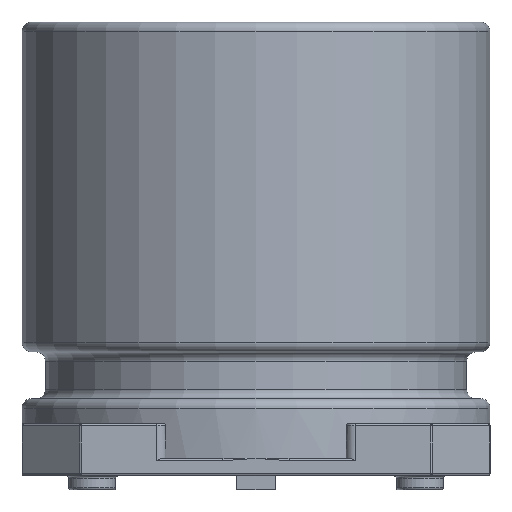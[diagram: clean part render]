
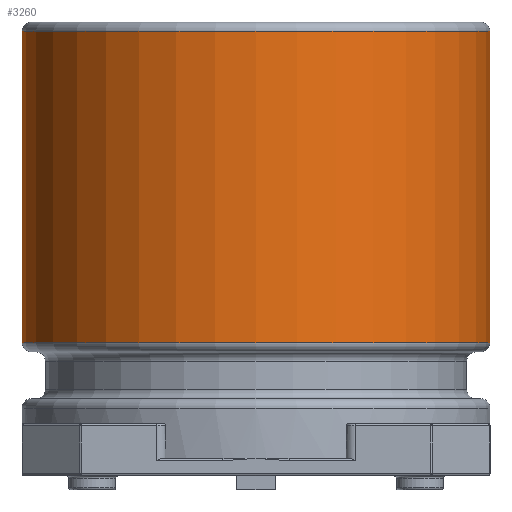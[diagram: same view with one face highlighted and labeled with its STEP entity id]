
A CAD part, left-side view. The second image highlights one B-rep face of the part: STEP entity #3260.
In plain terms, the highlighted cylindrical face has radius 8 mm (diameter 16 mm), a full revolution.
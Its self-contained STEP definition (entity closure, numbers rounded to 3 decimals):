
#320=CYLINDRICAL_SURFACE('',#3554,8.);
#454=FACE_OUTER_BOUND('',#615,.T.);
#615=EDGE_LOOP('',(#2957,#2958,#2959,#2960,#2961,#2962));
#786=LINE('',#6357,#946);
#946=VECTOR('',#4263,8.);
#1099=CIRCLE('',#3552,8.);
#1100=CIRCLE('',#3553,8.);
#1101=CIRCLE('',#3555,8.);
#1102=CIRCLE('',#3556,8.);
#1499=VERTEX_POINT('',#6350);
#1500=VERTEX_POINT('',#6352);
#1501=VERTEX_POINT('',#6356);
#1502=VERTEX_POINT('',#6358);
#2001=EDGE_CURVE('',#1499,#1500,#1099,.T.);
#2002=EDGE_CURVE('',#1500,#1499,#1100,.T.);
#2003=EDGE_CURVE('',#1500,#1501,#786,.T.);
#2004=EDGE_CURVE('',#1502,#1501,#1101,.T.);
#2005=EDGE_CURVE('',#1501,#1502,#1102,.T.);
#2957=ORIENTED_EDGE('',*,*,#2002,.F.);
#2958=ORIENTED_EDGE('',*,*,#2003,.T.);
#2959=ORIENTED_EDGE('',*,*,#2004,.F.);
#2960=ORIENTED_EDGE('',*,*,#2005,.F.);
#2961=ORIENTED_EDGE('',*,*,#2003,.F.);
#2962=ORIENTED_EDGE('',*,*,#2001,.F.);
#3260=ADVANCED_FACE('',(#454),#320,.T.);
#3552=AXIS2_PLACEMENT_3D('',#6353,#4257,#4258);
#3553=AXIS2_PLACEMENT_3D('',#6354,#4259,#4260);
#3554=AXIS2_PLACEMENT_3D('',#6355,#4261,#4262);
#3555=AXIS2_PLACEMENT_3D('',#6359,#4264,#4265);
#3556=AXIS2_PLACEMENT_3D('',#6360,#4266,#4267);
#4257=DIRECTION('center_axis',(0.,0.,1.));
#4258=DIRECTION('ref_axis',(0.,1.,0.));
#4259=DIRECTION('center_axis',(0.,0.,1.));
#4260=DIRECTION('ref_axis',(0.,1.,0.));
#4261=DIRECTION('center_axis',(0.,0.,1.));
#4262=DIRECTION('ref_axis',(0.,1.,0.));
#4263=DIRECTION('',(0.,0.,-1.));
#4264=DIRECTION('center_axis',(0.,0.,-1.));
#4265=DIRECTION('ref_axis',(0.,-1.,0.));
#4266=DIRECTION('center_axis',(0.,0.,-1.));
#4267=DIRECTION('ref_axis',(0.,-1.,0.));
#6350=CARTESIAN_POINT('',(0.,8.,15.68));
#6352=CARTESIAN_POINT('',(0.,-8.,15.68));
#6353=CARTESIAN_POINT('Origin',(0.,0.,15.68));
#6354=CARTESIAN_POINT('Origin',(0.,0.,15.68));
#6355=CARTESIAN_POINT('Origin',(0.,0.,1.08));
#6356=CARTESIAN_POINT('',(0.,-8.,5.04));
#6357=CARTESIAN_POINT('',(0.,-8.,1.08));
#6358=CARTESIAN_POINT('',(0.,8.,5.04));
#6359=CARTESIAN_POINT('Origin',(0.,0.,5.04));
#6360=CARTESIAN_POINT('Origin',(0.,0.,5.04));
